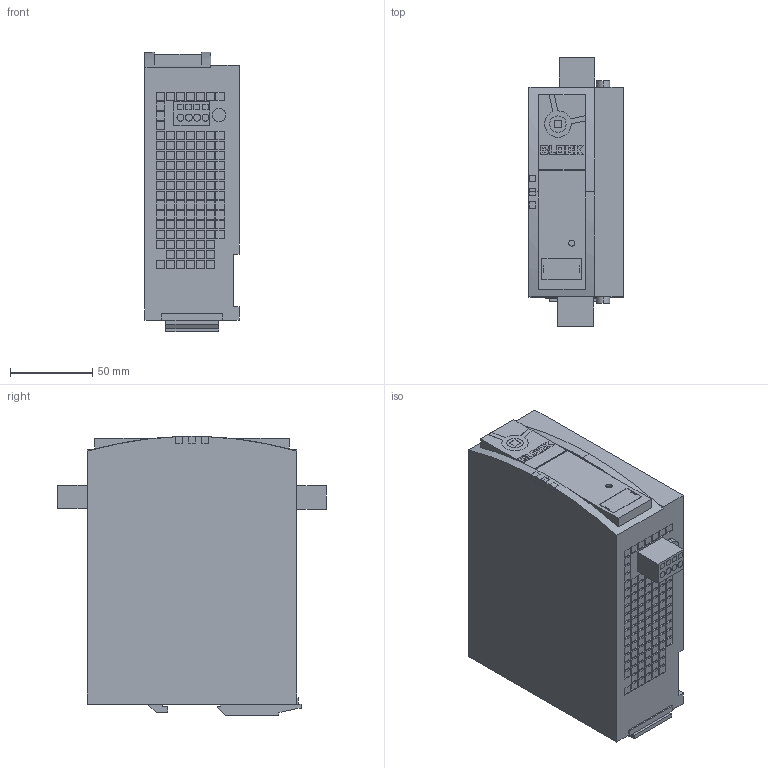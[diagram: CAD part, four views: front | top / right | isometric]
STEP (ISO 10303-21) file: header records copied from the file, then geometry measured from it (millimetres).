
FILE_DESCRIPTION (( 'STEP AP214' ), '1' );
FILE_NAME ('358032.STEP', '2023-01-18T12:14:14', ( '' ), ( '' ), 'SwSTEP 2.0', 'SolidWorks 2018', '' );
FILE_SCHEMA (( 'AUTOMOTIVE_DESIGN' ));
Length unit declared in the file: millimetre
Products named in the file (1): 358032
Bounding box: 57 x 163 x 169.21 mm (x, y, z)
Volume: 1148315.8 mm3; surface area: 80774 mm2
Topology: 1 solids, 1 shells, 1303 faces, 3175 edges, 2114 vertices
Faces by surface type: plane 1253, cylinder 50
Entity records: 37515 total; most frequent: CARTESIAN_POINT 6593, ORIENTED_EDGE 6350, DIRECTION 5899, EDGE_CURVE 3175, VECTOR 3059, LINE 3059, VERTEX_POINT 2114, EDGE_LOOP 1543
